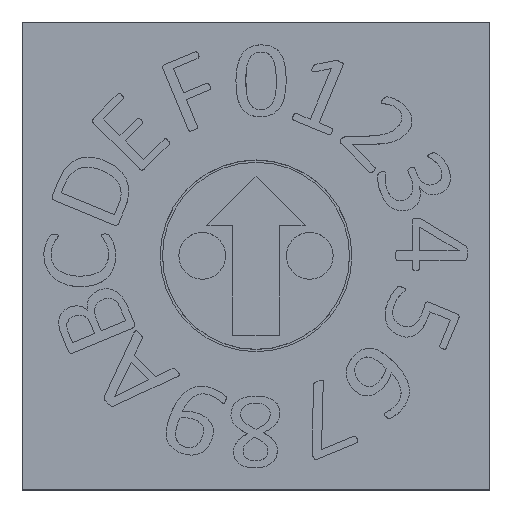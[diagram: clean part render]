
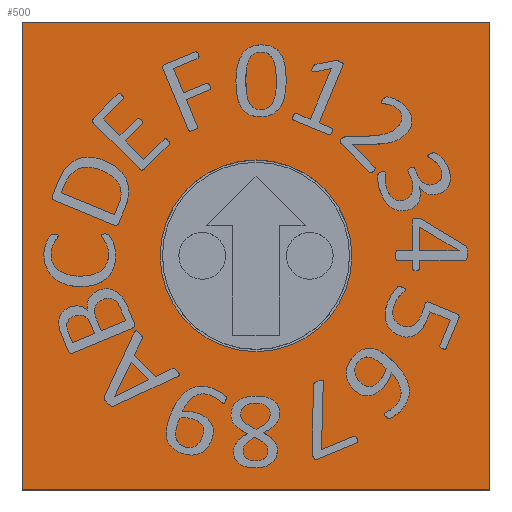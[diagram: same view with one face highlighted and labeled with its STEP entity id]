
A CAD part, top view. The second image highlights one B-rep face of the part: STEP entity #500.
In plain terms, the highlighted planar face has unit normal (0, 0, 1).
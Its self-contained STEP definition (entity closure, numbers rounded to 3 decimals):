
#24 = VERTEX_POINT('',#25);
#25 = CARTESIAN_POINT('',(0.,0.,4.5));
#31 = EDGE_CURVE('',#24,#32,#34,.T.);
#32 = VERTEX_POINT('',#33);
#33 = CARTESIAN_POINT('',(10.,0.,4.5));
#34 = LINE('',#35,#36);
#35 = CARTESIAN_POINT('',(0.,0.,4.5));
#36 = VECTOR('',#37,1.);
#37 = DIRECTION('',(1.,0.,0.));
#72 = VERTEX_POINT('',#73);
#73 = CARTESIAN_POINT('',(0.,10.,4.5));
#79 = EDGE_CURVE('',#72,#24,#80,.T.);
#80 = LINE('',#81,#82);
#81 = CARTESIAN_POINT('',(0.,10.,4.5));
#82 = VECTOR('',#83,1.);
#83 = DIRECTION('',(0.,-1.,0.));
#197 = EDGE_CURVE('',#32,#198,#200,.T.);
#198 = VERTEX_POINT('',#199);
#199 = CARTESIAN_POINT('',(10.,10.,4.5));
#200 = LINE('',#201,#202);
#201 = CARTESIAN_POINT('',(10.,0.,4.5));
#202 = VECTOR('',#203,1.);
#203 = DIRECTION('',(0.,1.,0.));
#500 = ADVANCED_FACE('',(#501,#512),#523,.T.);
#501 = FACE_BOUND('',#502,.T.);
#502 = EDGE_LOOP('',(#503,#504,#505,#511));
#503 = ORIENTED_EDGE('',*,*,#31,.T.);
#504 = ORIENTED_EDGE('',*,*,#197,.T.);
#505 = ORIENTED_EDGE('',*,*,#506,.T.);
#506 = EDGE_CURVE('',#198,#72,#507,.T.);
#507 = LINE('',#508,#509);
#508 = CARTESIAN_POINT('',(10.,10.,4.5));
#509 = VECTOR('',#510,1.);
#510 = DIRECTION('',(-1.,0.,0.));
#511 = ORIENTED_EDGE('',*,*,#79,.T.);
#512 = FACE_BOUND('',#513,.T.);
#513 = EDGE_LOOP('',(#514));
#514 = ORIENTED_EDGE('',*,*,#515,.F.);
#515 = EDGE_CURVE('',#516,#516,#518,.T.);
#516 = VERTEX_POINT('',#517);
#517 = CARTESIAN_POINT('',(7.05,5.,4.5));
#518 = CIRCLE('',#519,2.05);
#519 = AXIS2_PLACEMENT_3D('',#520,#521,#522);
#520 = CARTESIAN_POINT('',(5.,5.,4.5));
#521 = DIRECTION('',(0.,0.,1.));
#522 = DIRECTION('',(1.,0.,0.));
#523 = PLANE('',#524);
#524 = AXIS2_PLACEMENT_3D('',#525,#526,#527);
#525 = CARTESIAN_POINT('',(5.,5.,4.5));
#526 = DIRECTION('',(0.,0.,1.));
#527 = DIRECTION('',(1.,0.,0.));
